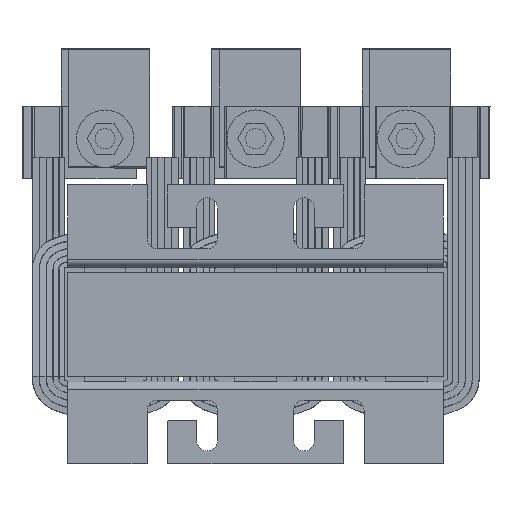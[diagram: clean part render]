
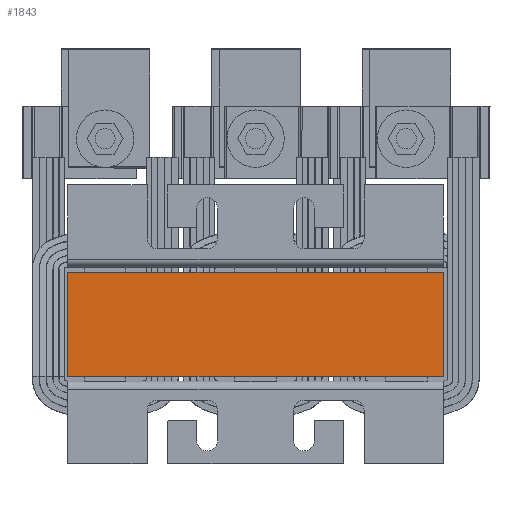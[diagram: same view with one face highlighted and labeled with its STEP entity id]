
A CAD part, front view. The second image highlights one B-rep face of the part: STEP entity #1843.
In plain terms, the highlighted planar face has unit normal (0, -1, 0).
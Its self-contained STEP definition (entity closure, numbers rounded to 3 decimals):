
#1843 = ADVANCED_FACE ( 'NONE', ( #59268 ), #57250, .F. ) ;
#21040 = VERTEX_POINT ( 'NONE', #39538 ) ;
#21042 = VERTEX_POINT ( 'NONE', #39540 ) ;
#21070 = VERTEX_POINT ( 'NONE', #39568 ) ;
#21088 = VERTEX_POINT ( 'NONE', #39586 ) ;
#25920 = VECTOR ( 'NONE', #81492, 1000. ) ;
#26542 = AXIS2_PLACEMENT_3D ( 'NONE', #57251, #57252, #57253 ) ;
#27987 = EDGE_LOOP ( 'NONE', ( #37910, #37674, #37889, #37882 ) ) ;
#37674 = ORIENTED_EDGE ( 'NONE', *, *, #61996, .F. ) ;
#37882 = ORIENTED_EDGE ( 'NONE', *, *, #62900, .F. ) ;
#37889 = ORIENTED_EDGE ( 'NONE', *, *, #61992, .F. ) ;
#37910 = ORIENTED_EDGE ( 'NONE', *, *, #62828, .F. ) ;
#39538 = CARTESIAN_POINT ( 'NONE',  ( -114.5, -105.625, 31.75 ) ) ;
#39540 = CARTESIAN_POINT ( 'NONE',  ( 114.5, -105.625, 31.75 ) ) ;
#39568 = CARTESIAN_POINT ( 'NONE',  ( -114.5, -105.625, -31.75 ) ) ;
#39586 = CARTESIAN_POINT ( 'NONE',  ( 114.5, -105.625, -31.75 ) ) ;
#55532 = CARTESIAN_POINT ( 'NONE',  ( 114.5, -105.625, 31.75 ) ) ;
#55533 = DIRECTION ( 'NONE',  ( 0., 0., -1. ) ) ;
#55546 = CARTESIAN_POINT ( 'NONE',  ( 114.5, -105.625, -31.75 ) ) ;
#55547 = DIRECTION ( 'NONE',  ( -1., 0., 0. ) ) ;
#57250 = PLANE ( 'NONE',  #26542 ) ;
#57251 = CARTESIAN_POINT ( 'NONE',  ( -114.5, -105.625, -31.75 ) ) ;
#57252 = DIRECTION ( 'NONE',  ( 0., 1., 0. ) ) ;
#57253 = DIRECTION ( 'NONE',  ( 0., 0., 1. ) ) ;
#59268 = FACE_OUTER_BOUND ( 'NONE', #27987, .T. ) ;
#61992 = EDGE_CURVE ( 'NONE', #21042, #21088, #68332, .T. ) ;
#61996 = EDGE_CURVE ( 'NONE', #21088, #21070, #68337, .T. ) ;
#62828 = EDGE_CURVE ( 'NONE', #21070, #21040, #76805, .T. ) ;
#62900 = EDGE_CURVE ( 'NONE', #21040, #21042, #76880, .T. ) ;
#68332 = LINE ( 'NONE', #55532, #74196 ) ;
#68337 = LINE ( 'NONE', #55546, #74201 ) ;
#74196 = VECTOR ( 'NONE', #55533, 1000. ) ;
#74201 = VECTOR ( 'NONE', #55547, 1000. ) ;
#76805 = LINE ( 'NONE', #81228, #77526 ) ;
#76880 = LINE ( 'NONE', #81491, #25920 ) ;
#77526 = VECTOR ( 'NONE', #81229, 1000. ) ;
#81228 = CARTESIAN_POINT ( 'NONE',  ( -114.5, -105.625, 31.75 ) ) ;
#81229 = DIRECTION ( 'NONE',  ( 0., 0., 1. ) ) ;
#81491 = CARTESIAN_POINT ( 'NONE',  ( 114.5, -105.625, 31.75 ) ) ;
#81492 = DIRECTION ( 'NONE',  ( 1., 0., 0. ) ) ;
